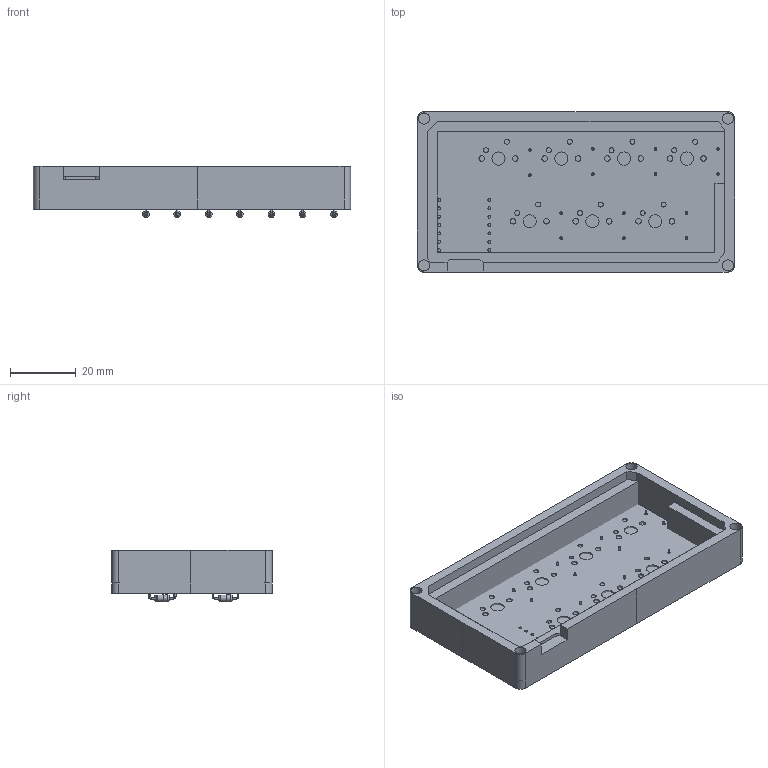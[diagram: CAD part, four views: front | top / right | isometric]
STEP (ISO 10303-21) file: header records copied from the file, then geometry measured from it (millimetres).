
FILE_DESCRIPTION(/* description */ ('','CAx-IF Rec.Pracs.---Representation and Presentation of Product Manufacturing Information (PMI)---4.0---2014-10-13'),/* implementation_level */ '2;1');
FILE_NAME(/* name */ 'Danger_Hackpad_bottom v2.step',/* time_stamp */ '2025-02-15T22:29:48-05:00',/* author */ (''),/* organization */ (''),/* preprocessor_version */ 'ST-DEVELOPER v20',/* originating_system */ 'Autodesk Translation Framework v13.20.0.188',/* authorisation */ '');
FILE_SCHEMA (('AP242_MANAGED_MODEL_BASED_3D_ENGINEERING_MIM_LF { 1 0 10303 442 1 1 4 }'));
Length unit declared in the file: millimetre
Products named in the file (5): Danger_Hackpad_bottom; Hackpad v6 1; Hackpad_PCB; Diode_DO-35; D_DO-35_SOD27_P7.62mm_Horizontal
Assembly tree (10 placements, depth 4):
  Danger_Hackpad_bottom
    Hackpad v6 1
      Diode_DO-35  x7
        D_DO-35_SOD27_P7.62mm_Horizontal
      Hackpad_PCB
Bounding box: 96.31 x 48.62 x 15.56 mm (x, y, z)
Volume: 26582.4 mm3; surface area: 25095.5 mm2
Topology: 16 solids, 16 shells, 235 faces, 537 edges, 352 vertices
Faces by surface type: cylinder 113, plane 94, torus 28
Full cylindrical faces by diameter (mm): 0.5 x21, 0.8 x14, 0.889 x14, 1.5 x14, 1.7 x14, 2 x14, 2.02 x7, 3.4 x4, 4 x7
Entity records: 4848 total; most frequent: DIRECTION 841, CARTESIAN_POINT 767, ORIENTED_EDGE 738, EDGE_CURVE 369, AXIS2_PLACEMENT_3D 318, EDGE_LOOP 271, VERTEX_POINT 244, LINE 205
